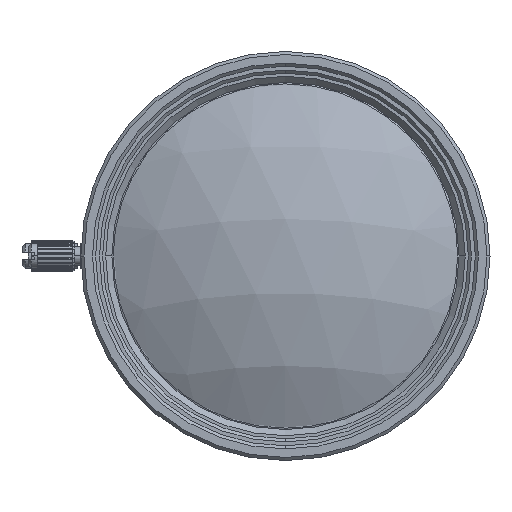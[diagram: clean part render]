
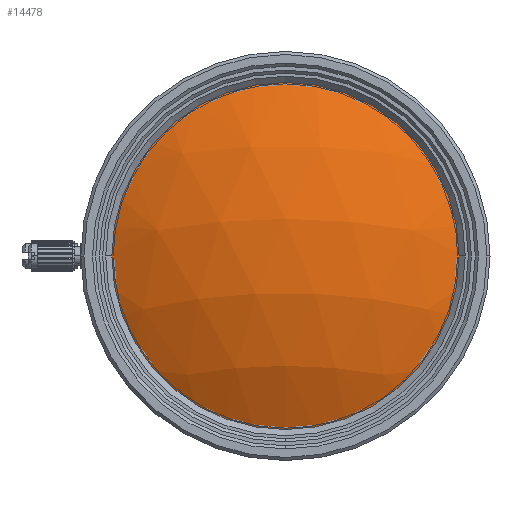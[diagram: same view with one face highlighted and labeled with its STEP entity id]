
A CAD part, left-side view. The second image highlights one B-rep face of the part: STEP entity #14478.
In plain terms, the highlighted spherical face has radius 61.645 mm.
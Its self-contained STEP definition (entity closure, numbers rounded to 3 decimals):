
#6331 = DIRECTION ( 'NONE',  ( 0., -1., 0. ) ) ;
#9466 = SPHERICAL_SURFACE ( 'NONE', #53676, 61.645 ) ;
#12492 = EDGE_CURVE ( 'NONE', #87653, #93210, #36513, .T. ) ;
#13262 = DIRECTION ( 'NONE',  ( -1., 0., 0. ) ) ;
#14478 = ADVANCED_FACE ( 'NONE', ( #56890 ), #9466, .T. ) ;
#16880 = CARTESIAN_POINT ( 'NONE',  ( 7.141, -28.8, 0. ) ) ;
#22286 = EDGE_CURVE ( 'NONE', #93210, #87653, #85263, .T. ) ;
#24317 = CARTESIAN_POINT ( 'NONE',  ( 7.141, 28.8, 0. ) ) ;
#30515 = EDGE_LOOP ( 'NONE', ( #48376, #93507 ) ) ;
#32420 = DIRECTION ( 'NONE',  ( -0.475, 0., -0.88 ) ) ;
#36513 = CIRCLE ( 'NONE', #43369, 28.8 ) ;
#43369 = AXIS2_PLACEMENT_3D ( 'NONE', #72452, #104365, #71412 ) ;
#48376 = ORIENTED_EDGE ( 'NONE', *, *, #22286, .T. ) ;
#53676 = AXIS2_PLACEMENT_3D ( 'NONE', #72853, #32420, #65905 ) ;
#56890 = FACE_OUTER_BOUND ( 'NONE', #30515, .T. ) ;
#65905 = DIRECTION ( 'NONE',  ( -0.88, 0., 0.475 ) ) ;
#71412 = DIRECTION ( 'NONE',  ( 0., -1., 0. ) ) ;
#72452 = CARTESIAN_POINT ( 'NONE',  ( 7.141, 0., 0. ) ) ;
#72853 = CARTESIAN_POINT ( 'NONE',  ( 61.645, 0., 0. ) ) ;
#83581 = AXIS2_PLACEMENT_3D ( 'NONE', #88291, #13262, #6331 ) ;
#85263 = CIRCLE ( 'NONE', #83581, 28.8 ) ;
#87653 = VERTEX_POINT ( 'NONE', #24317 ) ;
#88291 = CARTESIAN_POINT ( 'NONE',  ( 7.141, 0., 0. ) ) ;
#93210 = VERTEX_POINT ( 'NONE', #16880 ) ;
#93507 = ORIENTED_EDGE ( 'NONE', *, *, #12492, .T. ) ;
#104365 = DIRECTION ( 'NONE',  ( -1., 0., 0. ) ) ;
